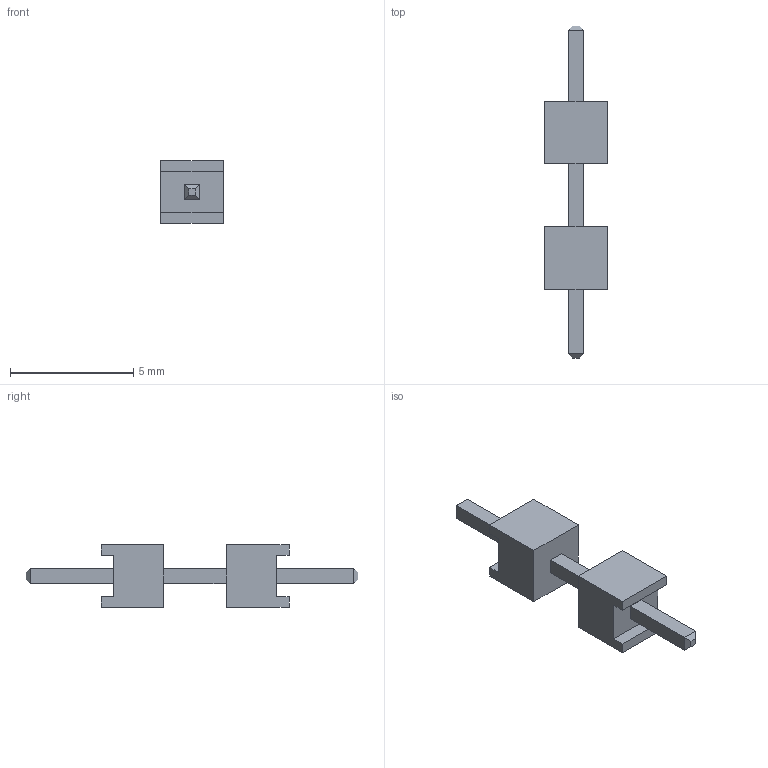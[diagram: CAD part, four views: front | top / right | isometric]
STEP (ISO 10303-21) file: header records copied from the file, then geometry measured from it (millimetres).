
FILE_DESCRIPTION (( 'STEP AP214' ), '1' );
FILE_NAME ('header-stack-1x1-300.step', '2018-08-22T06:18:01', ( 'Ben' ), ( '' ), 'SwSTEP 2.0', 'SolidWorks 2012', '' );
FILE_SCHEMA (( 'AUTOMOTIVE_DESIGN' ));
Length unit declared in the file: inch
Products named in the file (4): header-stack-1x1-300; _ZW_01_08_G_S_300_110_pins_4; _ZW_01_08_G_S_300_110_top_body_6; _ZW_01_08_G_S_300_110bbody_2
Assembly tree (3 placements, depth 2):
  header-stack-1x1-300
    _ZW_01_08_G_S_300_110bbody_2
    _ZW_01_08_G_S_300_110_pins_4
    _ZW_01_08_G_S_300_110_top_body_6
Bounding box: 2.54 x 13.46 x 2.54 mm (x, y, z)
Volume: 32.2 mm3; surface area: 122.8 mm2
Topology: 3 solids, 3 shells, 46 faces, 112 edges, 72 vertices
Faces by surface type: plane 46
Entity records: 2092 total; most frequent: CARTESIAN_POINT 236, ORIENTED_EDGE 224, DIRECTION 216, VECTOR 112, LINE 112, EDGE_CURVE 112, VERTEX_POINT 72, LENGTH_MEASURE_WITH_UNIT 56
